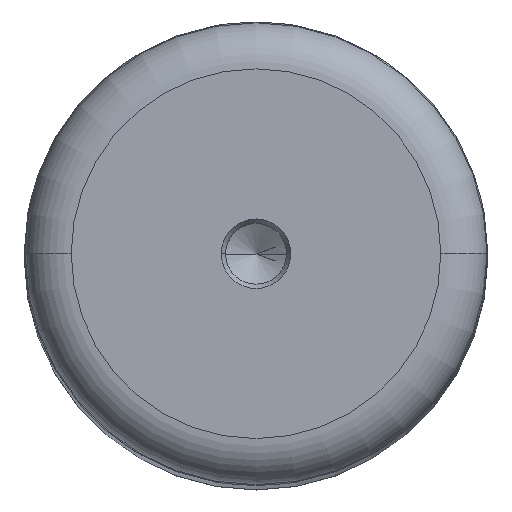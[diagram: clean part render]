
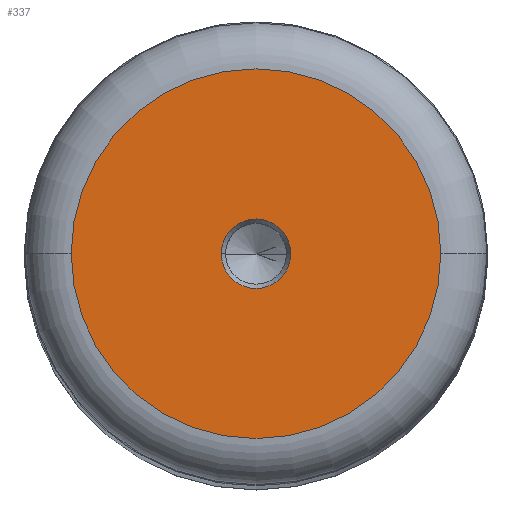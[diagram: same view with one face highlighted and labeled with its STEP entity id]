
A CAD part, top view. The second image highlights one B-rep face of the part: STEP entity #337.
In plain terms, the highlighted planar face has unit normal (0, 0, 1).
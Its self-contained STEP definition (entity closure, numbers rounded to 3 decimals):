
#16 = DIRECTION ( 'NONE',  ( 1., 0., 0. ) ) ;
#17 = VERTEX_POINT ( 'NONE', #97 ) ;
#26 = DIRECTION ( 'NONE',  ( 1., 0., 0. ) ) ;
#51 = DIRECTION ( 'NONE',  ( 0., 0., 1. ) ) ;
#56 = VERTEX_POINT ( 'NONE', #218 ) ;
#70 = EDGE_CURVE ( 'NONE', #56, #549, #677, .T. ) ;
#97 = CARTESIAN_POINT ( 'NONE',  ( -31.897, 0., 450. ) ) ;
#114 = DIRECTION ( 'NONE',  ( 1., 0., 0. ) ) ;
#118 = CARTESIAN_POINT ( 'NONE',  ( 6., 0., 450. ) ) ;
#133 = AXIS2_PLACEMENT_3D ( 'NONE', #207, #205, #386 ) ;
#144 = PLANE ( 'NONE',  #133 ) ;
#167 = AXIS2_PLACEMENT_3D ( 'NONE', #266, #323, #26 ) ;
#175 = ORIENTED_EDGE ( 'NONE', *, *, #445, .T. ) ;
#186 = EDGE_LOOP ( 'NONE', ( #671, #381 ) ) ;
#205 = DIRECTION ( 'NONE',  ( 0., 0., 1. ) ) ;
#207 = CARTESIAN_POINT ( 'NONE',  ( 0., 0., 450. ) ) ;
#218 = CARTESIAN_POINT ( 'NONE',  ( -6., 0., 450. ) ) ;
#233 = ORIENTED_EDGE ( 'NONE', *, *, #623, .T. ) ;
#266 = CARTESIAN_POINT ( 'NONE',  ( 0., 0., 450. ) ) ;
#323 = DIRECTION ( 'NONE',  ( 0., 0., 1. ) ) ;
#337 = ADVANCED_FACE ( 'NONE', ( #711, #727 ), #144, .T. ) ;
#359 = AXIS2_PLACEMENT_3D ( 'NONE', #666, #603, #16 ) ;
#381 = ORIENTED_EDGE ( 'NONE', *, *, #70, .F. ) ;
#386 = DIRECTION ( 'NONE',  ( 1., 0., 0. ) ) ;
#395 = EDGE_CURVE ( 'NONE', #549, #56, #399, .T. ) ;
#399 = CIRCLE ( 'NONE', #167, 6. ) ;
#413 = CARTESIAN_POINT ( 'NONE',  ( 0., 0., 450. ) ) ;
#445 = EDGE_CURVE ( 'NONE', #548, #17, #501, .T. ) ;
#501 = CIRCLE ( 'NONE', #359, 31.897 ) ;
#525 = DIRECTION ( 'NONE',  ( 0., 0., 1. ) ) ;
#548 = VERTEX_POINT ( 'NONE', #639 ) ;
#549 = VERTEX_POINT ( 'NONE', #118 ) ;
#574 = DIRECTION ( 'NONE',  ( 1., 0., 0. ) ) ;
#603 = DIRECTION ( 'NONE',  ( 0., 0., 1. ) ) ;
#620 = EDGE_LOOP ( 'NONE', ( #175, #233 ) ) ;
#623 = EDGE_CURVE ( 'NONE', #17, #548, #757, .T. ) ;
#639 = CARTESIAN_POINT ( 'NONE',  ( 31.897, 0., 450. ) ) ;
#644 = AXIS2_PLACEMENT_3D ( 'NONE', #730, #51, #114 ) ;
#653 = AXIS2_PLACEMENT_3D ( 'NONE', #413, #525, #574 ) ;
#666 = CARTESIAN_POINT ( 'NONE',  ( 0., 0., 450. ) ) ;
#671 = ORIENTED_EDGE ( 'NONE', *, *, #395, .F. ) ;
#677 = CIRCLE ( 'NONE', #644, 6. ) ;
#711 = FACE_BOUND ( 'NONE', #186, .T. ) ;
#727 = FACE_OUTER_BOUND ( 'NONE', #620, .T. ) ;
#730 = CARTESIAN_POINT ( 'NONE',  ( 0., 0., 450. ) ) ;
#757 = CIRCLE ( 'NONE', #653, 31.897 ) ;
